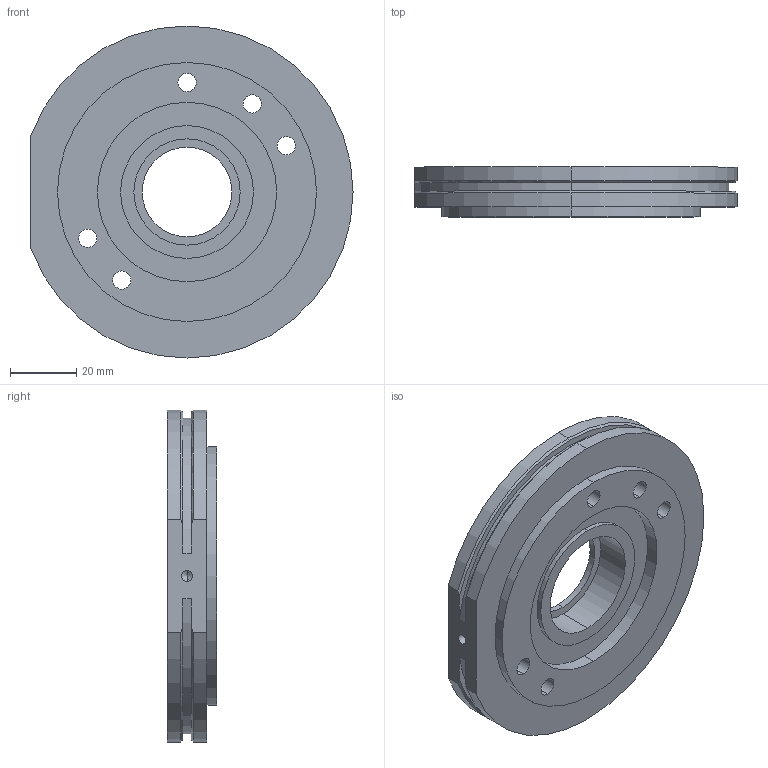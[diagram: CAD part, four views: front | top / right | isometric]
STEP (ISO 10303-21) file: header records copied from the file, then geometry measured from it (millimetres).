
FILE_DESCRIPTION (( 'STEP AP214' ), '1' );
FILE_NAME ('POULIE TORSION.STEP', '2020-05-26T12:30:13', ( '' ), ( '' ), 'SwSTEP 2.0', 'SolidWorks 2019', '' );
FILE_SCHEMA (( 'AUTOMOTIVE_DESIGN' ));
Length unit declared in the file: millimetre
Products named in the file (2): POULIE TORSION
Bounding box: 97 x 15 x 100 mm (x, y, z)
Volume: 85943.7 mm3; surface area: 23672.2 mm2
Topology: 1 solids, 1 shells, 62 faces, 148 edges, 95 vertices
Faces by surface type: cylinder 39, plane 13, cone 10
Entity records: 1919 total; most frequent: DIRECTION 356, CARTESIAN_POINT 317, ORIENTED_EDGE 292, AXIS2_PLACEMENT_3D 150, EDGE_CURVE 146, VERTEX_POINT 95, CIRCLE 86, EDGE_LOOP 83
